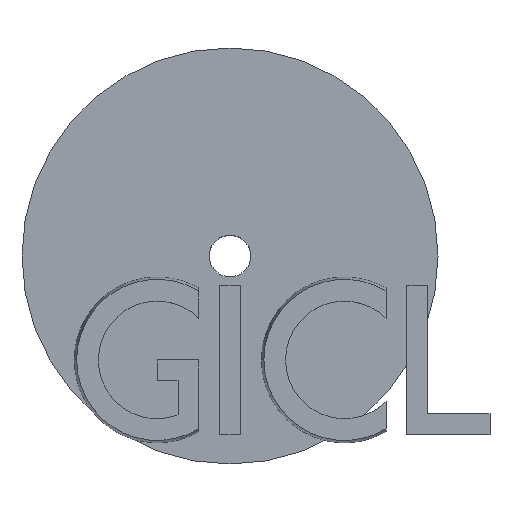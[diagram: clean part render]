
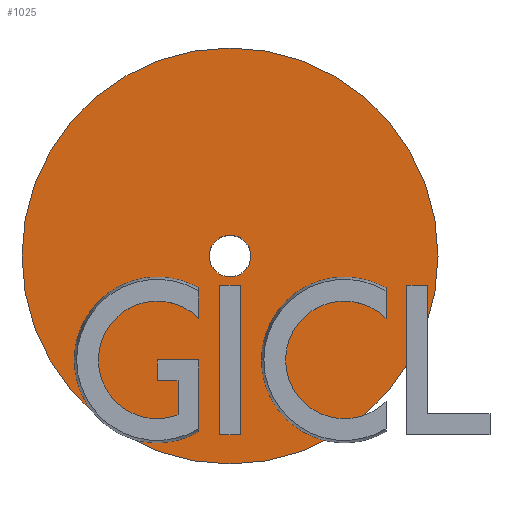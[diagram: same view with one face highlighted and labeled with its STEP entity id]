
A CAD part, top view. The second image highlights one B-rep face of the part: STEP entity #1025.
In plain terms, the highlighted planar face has unit normal (0, 0, 1).
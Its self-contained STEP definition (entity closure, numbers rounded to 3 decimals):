
#941=CARTESIAN_POINT('POINT54',(67.5,25.,-10.));
#942=VERTEX_POINT('VERTEX54',#941);
#959=CARTESIAN_POINT('POINT56',(-32.5,25.,-10.));
#960=VERTEX_POINT('VERTEX56',#959);
#968=CARTESIAN_POINT('POINT57',(17.5,75.,-10.));
#969=VERTEX_POINT('VERTEX57',#968);
#970=CARTESIAN_POINT('POS93',(17.5,25.,-10.));
#971=DIRECTION('DIR135',(0.,0.,-1.));
#972=DIRECTION('DIR136',(0.,-1.,0.));
#973=AXIS2_PLACEMENT_3D('AXIS43',#970,#971,#972);
#974=CIRCLE('ELLIPSE21',#973,50.);
#975=EDGE_CURVE('EDGE82',#960,#969,#974,.T.);
#977=EDGE_CURVE('EDGE83',#969,#942,#974,.T.);
#988=EDGE_CURVE('EDGE84',#942,#960,#974,.T.);
#1000=CARTESIAN_POINT('POINT59',(22.5,25.,-10.));
#1001=VERTEX_POINT('VERTEX59',#1000);
#1002=CARTESIAN_POINT('POINT60',(12.5,25.,-10.));
#1003=VERTEX_POINT('VERTEX60',#1002);
#1004=CARTESIAN_POINT('POS95',(17.5,25.,-10.));
#1005=DIRECTION('DIR139',(0.,0.,-1.));
#1006=DIRECTION('DIR140',(1.,0.,0.));
#1007=AXIS2_PLACEMENT_3D('AXIS45',#1004,#1005,#1006);
#1008=CIRCLE('ELLIPSE22',#1007,5.);
#1009=EDGE_CURVE('EDGE87',#1001,#1003,#1008,.T.);
#1010=ORIENTED_EDGE('COEDGE167',*,*,#1009,.T.);
#1011=EDGE_CURVE('EDGE88',#1003,#1001,#1008,.T.);
#1012=ORIENTED_EDGE('COEDGE168',*,*,#1011,.T.);
#1013=EDGE_LOOP('NONE',(#1010,#1012));
#1014=FACE_BOUND('LOOP1',#1013,.T.);
#1015=ORIENTED_EDGE('COEDGE169',*,*,#977,.F.);
#1016=ORIENTED_EDGE('COEDGE170',*,*,#975,.F.);
#1017=ORIENTED_EDGE('COEDGE171',*,*,#988,.F.);
#1018=EDGE_LOOP('NONE',(#1015,#1016,#1017));
#1019=FACE_BOUND('LOOP1',#1018,.T.);
#1020=CARTESIAN_POINT('POS96',(0.,0.,-10.));
#1021=DIRECTION('DIR141',(0.,0.,1.));
#1022=DIRECTION('DIR142',(1.,0.,0.));
#1023=AXIS2_PLACEMENT_3D('AXIS46',#1020,#1021,#1022);
#1024=PLANE('PLANE19',#1023);
#1025=ADVANCED_FACE('FACE37',(#1014,#1019),#1024,.T.);
